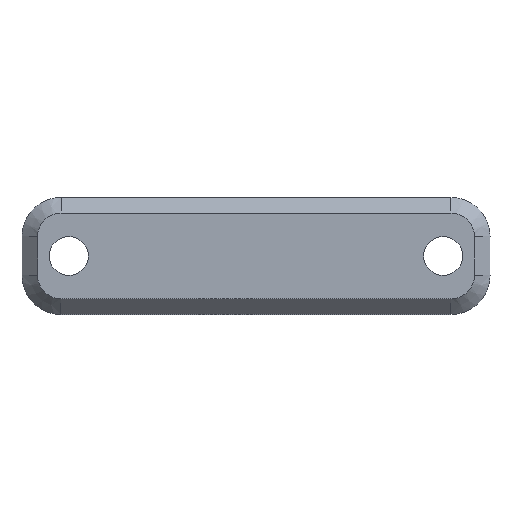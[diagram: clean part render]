
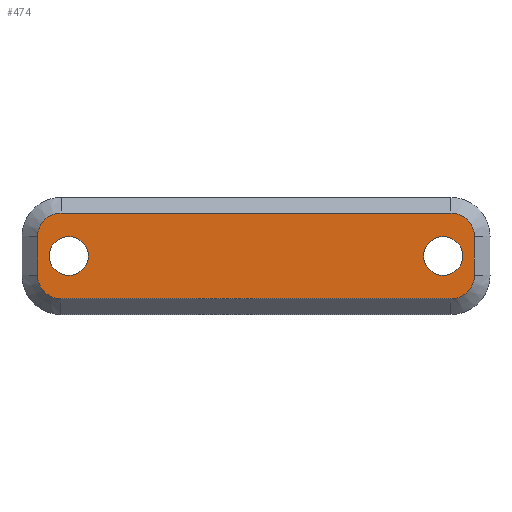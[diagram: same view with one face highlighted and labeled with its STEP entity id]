
A CAD part, top view. The second image highlights one B-rep face of the part: STEP entity #474.
In plain terms, the highlighted planar face has unit normal (0, 0, 1).
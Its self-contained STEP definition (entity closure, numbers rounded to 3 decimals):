
#65=CARTESIAN_POINT('',(-204.609,7.5,8.));
#66=DIRECTION('',(0.,0.,-1.));
#67=DIRECTION('',(-1.,0.,0.));
#68=AXIS2_PLACEMENT_3D('',#65,#66,#67);
#70=CARTESIAN_POINT('',(-204.609,7.5,8.));
#71=DIRECTION('',(0.,0.,-1.));
#72=DIRECTION('',(1.,0.,0.));
#73=AXIS2_PLACEMENT_3D('',#70,#71,#72);
#75=CARTESIAN_POINT('',(-156.609,7.5,8.));
#76=DIRECTION('',(0.,0.,-1.));
#77=DIRECTION('',(-1.,0.,0.));
#78=AXIS2_PLACEMENT_3D('',#75,#76,#77);
#80=CARTESIAN_POINT('',(-156.609,7.5,8.));
#81=DIRECTION('',(0.,0.,-1.));
#82=DIRECTION('',(1.,0.,0.));
#83=AXIS2_PLACEMENT_3D('',#80,#81,#82);
#85=CARTESIAN_POINT('',(-155.609,5.,8.));
#86=DIRECTION('',(0.,0.,1.));
#87=DIRECTION('',(0.,-1.,0.));
#88=AXIS2_PLACEMENT_3D('',#85,#86,#87);
#90=DIRECTION('',(1.,0.,0.));
#91=VECTOR('',#90,50.);
#92=CARTESIAN_POINT('',(-205.609,2.,8.));
#93=LINE('',#92,#91);
#94=CARTESIAN_POINT('',(-205.609,5.,8.));
#95=DIRECTION('',(0.,0.,1.));
#96=DIRECTION('',(-1.,0.,0.));
#97=AXIS2_PLACEMENT_3D('',#94,#95,#96);
#99=DIRECTION('',(0.,-1.,0.));
#100=VECTOR('',#99,5.);
#101=CARTESIAN_POINT('',(-208.609,10.,8.));
#102=LINE('',#101,#100);
#103=CARTESIAN_POINT('',(-205.609,10.,8.));
#104=DIRECTION('',(0.,0.,1.));
#105=DIRECTION('',(0.,1.,0.));
#106=AXIS2_PLACEMENT_3D('',#103,#104,#105);
#108=DIRECTION('',(-1.,0.,0.));
#109=VECTOR('',#108,50.);
#110=CARTESIAN_POINT('',(-155.609,13.,8.));
#111=LINE('',#110,#109);
#112=CARTESIAN_POINT('',(-155.609,10.,8.));
#113=DIRECTION('',(0.,0.,1.));
#114=DIRECTION('',(1.,0.,0.));
#115=AXIS2_PLACEMENT_3D('',#112,#113,#114);
#117=DIRECTION('',(0.,1.,0.));
#118=VECTOR('',#117,5.);
#119=CARTESIAN_POINT('',(-152.609,5.,8.));
#120=LINE('',#119,#118);
#301=CARTESIAN_POINT('',(-207.109,7.5,8.));
#302=CARTESIAN_POINT('',(-202.109,7.5,8.));
#303=VERTEX_POINT('',#301);
#304=VERTEX_POINT('',#302);
#309=CARTESIAN_POINT('',(-159.109,7.5,8.));
#310=CARTESIAN_POINT('',(-154.109,7.5,8.));
#311=VERTEX_POINT('',#309);
#312=VERTEX_POINT('',#310);
#313=CARTESIAN_POINT('',(-155.609,2.,8.));
#314=CARTESIAN_POINT('',(-152.609,5.,8.));
#315=VERTEX_POINT('',#313);
#316=VERTEX_POINT('',#314);
#321=CARTESIAN_POINT('',(-152.609,10.,8.));
#322=VERTEX_POINT('',#321);
#325=CARTESIAN_POINT('',(-155.609,13.,8.));
#326=VERTEX_POINT('',#325);
#329=CARTESIAN_POINT('',(-205.609,13.,8.));
#330=VERTEX_POINT('',#329);
#333=CARTESIAN_POINT('',(-208.609,10.,8.));
#334=VERTEX_POINT('',#333);
#337=CARTESIAN_POINT('',(-208.609,5.,8.));
#338=VERTEX_POINT('',#337);
#341=CARTESIAN_POINT('',(-205.609,2.,8.));
#342=VERTEX_POINT('',#341);
#441=CARTESIAN_POINT('',(0.,0.,8.));
#442=DIRECTION('',(0.,0.,1.));
#443=DIRECTION('',(1.,0.,0.));
#444=AXIS2_PLACEMENT_3D('',#441,#442,#443);
#445=PLANE('',#444);
#447=ORIENTED_EDGE('',*,*,#446,.F.);
#449=ORIENTED_EDGE('',*,*,#448,.F.);
#451=ORIENTED_EDGE('',*,*,#450,.F.);
#453=ORIENTED_EDGE('',*,*,#452,.F.);
#455=ORIENTED_EDGE('',*,*,#454,.F.);
#457=ORIENTED_EDGE('',*,*,#456,.F.);
#459=ORIENTED_EDGE('',*,*,#458,.F.);
#461=ORIENTED_EDGE('',*,*,#460,.F.);
#462=EDGE_LOOP('',(#447,#449,#451,#453,#455,#457,#459,#461));
#463=FACE_OUTER_BOUND('',#462,.F.);
#465=ORIENTED_EDGE('',*,*,#464,.F.);
#467=ORIENTED_EDGE('',*,*,#466,.F.);
#468=EDGE_LOOP('',(#465,#467));
#469=FACE_BOUND('',#468,.F.);
#470=ORIENTED_EDGE('',*,*,#421,.F.);
#471=ORIENTED_EDGE('',*,*,#435,.F.);
#472=EDGE_LOOP('',(#470,#471));
#473=FACE_BOUND('',#472,.F.);
#474=ADVANCED_FACE('',(#463,#469,#473),#445,.T.);
#69=CIRCLE('',#68,2.5);
#74=CIRCLE('',#73,2.5);
#79=CIRCLE('',#78,2.5);
#84=CIRCLE('',#83,2.5);
#89=CIRCLE('',#88,3.);
#98=CIRCLE('',#97,3.);
#107=CIRCLE('',#106,3.);
#116=CIRCLE('',#115,3.);
#421=EDGE_CURVE('',#303,#304,#69,.T.);
#435=EDGE_CURVE('',#304,#303,#74,.T.);
#446=EDGE_CURVE('',#315,#316,#89,.T.);
#448=EDGE_CURVE('',#342,#315,#93,.T.);
#450=EDGE_CURVE('',#338,#342,#98,.T.);
#452=EDGE_CURVE('',#334,#338,#102,.T.);
#454=EDGE_CURVE('',#330,#334,#107,.T.);
#456=EDGE_CURVE('',#326,#330,#111,.T.);
#458=EDGE_CURVE('',#322,#326,#116,.T.);
#460=EDGE_CURVE('',#316,#322,#120,.T.);
#464=EDGE_CURVE('',#311,#312,#79,.T.);
#466=EDGE_CURVE('',#312,#311,#84,.T.);
